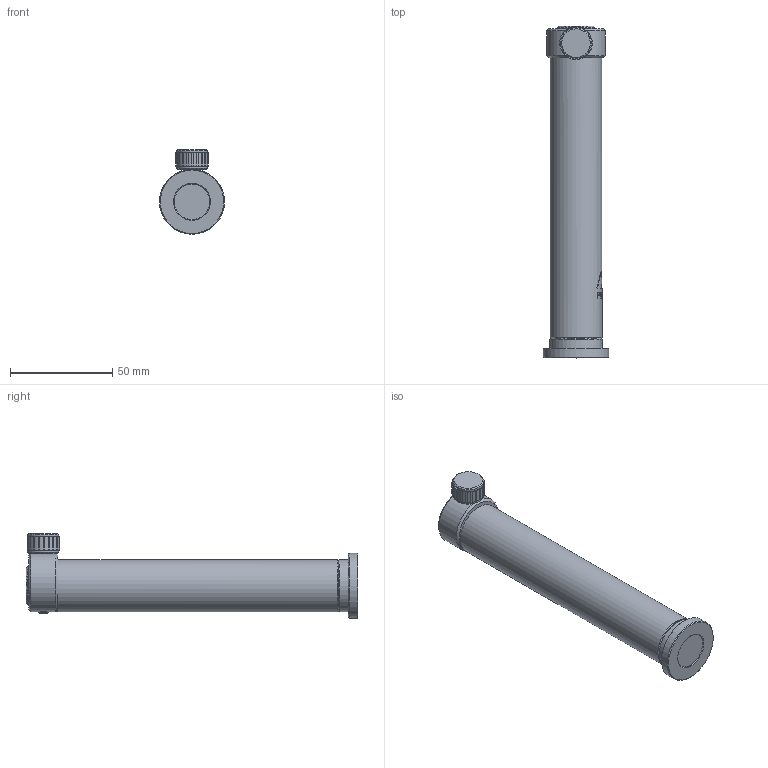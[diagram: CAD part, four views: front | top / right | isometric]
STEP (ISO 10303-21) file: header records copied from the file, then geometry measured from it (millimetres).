
FILE_DESCRIPTION (( 'STEP AP214' ), '1' );
FILE_NAME ('75280000_step.STEP', '2017-05-22T14:27:29', ( '' ), ( '' ), 'SwSTEP 2.0', 'SolidWorks 2016', '' );
FILE_SCHEMA (( 'AUTOMOTIVE_DESIGN' ));
Length unit declared in the file: inch
Products named in the file (3): 75280000_step_1; 75280000_step_2; 75280000_step
Assembly tree (2 placements, depth 2):
  75280000_step
    75280000_step_2
    75280000_step_1
Bounding box: 31.75 x 161.93 x 41.26 mm (x, y, z)
Volume: 67113.7 mm3; surface area: 23895.1 mm2
Topology: 2 solids, 2 shells, 477 faces, 1301 edges, 856 vertices
Faces by surface type: bspline 228, plane 154, cylinder 65, cone 30
Full cylindrical faces by diameter (mm): 4.648 x1, 4.902 x2, 6.35 x2, 9.106 x1, 9.525 x1, 14.986 x2, 18.39 x2, 24.638 x1, 25.4 x2, 28.575 x1, 31.75 x1
Entity records: 22784 total; most frequent: CARTESIAN_POINT 12339, ORIENTED_EDGE 2504, DIRECTION 1437, EDGE_CURVE 1252, VERTEX_POINT 839, VECTOR 577, LINE 577, EDGE_LOOP 543
